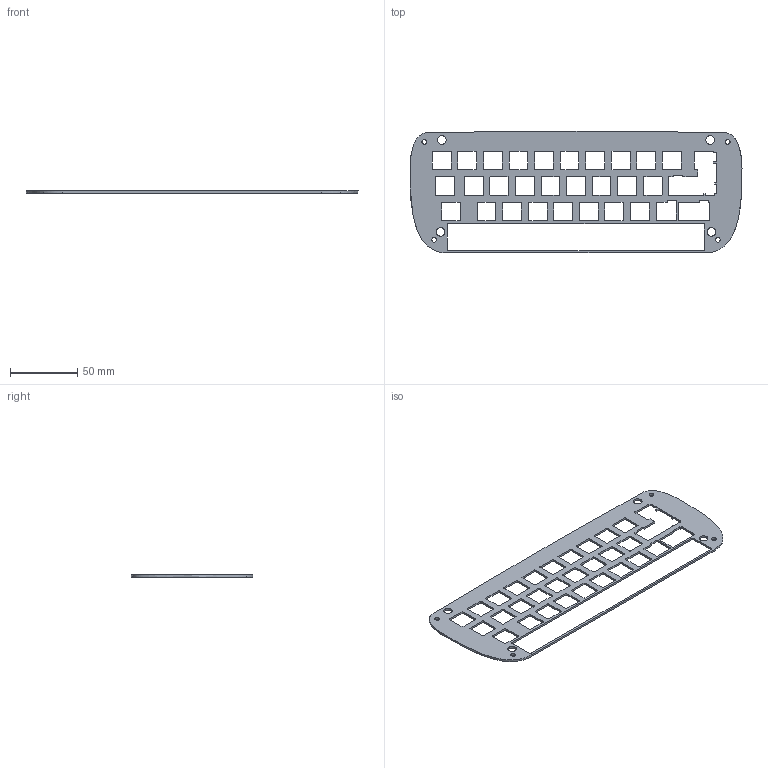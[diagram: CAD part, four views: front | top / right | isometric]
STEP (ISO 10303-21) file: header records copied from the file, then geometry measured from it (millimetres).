
FILE_DESCRIPTION(/* description */ (''),/* implementation_level */ '2;1');
FILE_NAME(/* name */ 'Plate lowbar 1.5mm.step',/* time_stamp */ '2024-04-26T18:07:47+02:00',/* author */ (''),/* organization */ (''),/* preprocessor_version */ 'ST-DEVELOPER v20',/* originating_system */ 'Autodesk Translation Framework v12.20.1.177',/* authorisation */ '');
FILE_SCHEMA (('AUTOMOTIVE_DESIGN { 1 0 10303 214 3 1 1 }'));
Length unit declared in the file: millimetre
Products named in the file (1): Plate lowbar
Bounding box: 247.45 x 90.68 x 1.5 mm (x, y, z)
Volume: 16684.7 mm3; surface area: 26512.7 mm2
Topology: 1 solids, 1 shells, 317 faces, 945 edges, 630 vertices
Faces by surface type: plane 162, cylinder 147, bspline 8
Full cylindrical faces by diameter (mm): 3.5 x4, 6.4 x4
Entity records: 11125 total; most frequent: CARTESIAN_POINT 2165, ORIENTED_EDGE 1890, DIRECTION 1843, EDGE_CURVE 945, LINE 635, VECTOR 635, VERTEX_POINT 630, AXIS2_PLACEMENT_3D 604
